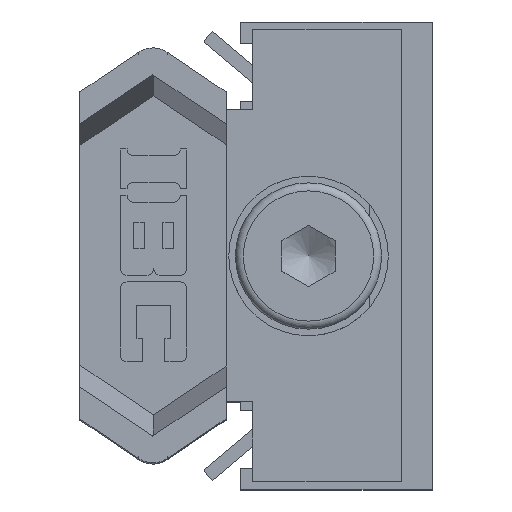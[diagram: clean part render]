
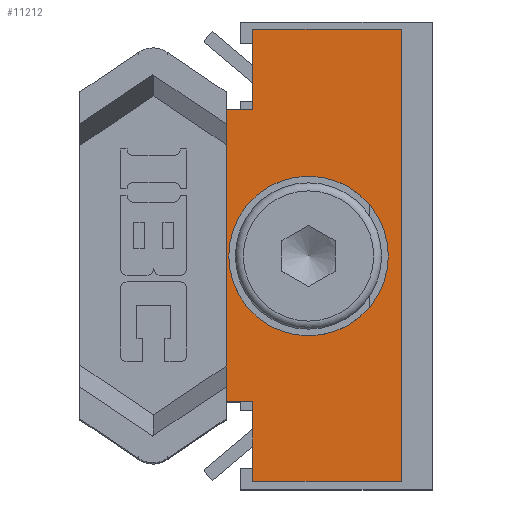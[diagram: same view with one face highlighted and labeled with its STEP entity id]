
A CAD part, left-side view. The second image highlights one B-rep face of the part: STEP entity #11212.
In plain terms, the highlighted face is planar.
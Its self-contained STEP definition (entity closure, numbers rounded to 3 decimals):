
#8859=CARTESIAN_POINT('',(5.5,-2.647,2.));
#8860=VERTEX_POINT('',#8859);
#8867=CARTESIAN_POINT('',(5.43,-2.751,2.));
#8868=VERTEX_POINT('',#8867);
#8869=CARTESIAN_POINT('',(5.5,-2.647,2.));
#8870=DIRECTION('',(-0.559,-0.829,0.));
#8871=VECTOR('',#8870,0.125);
#8872=LINE('',#8869,#8871);
#8873=EDGE_CURVE('',#8860,#8868,#8872,.T.);
#9119=CARTESIAN_POINT('',(-5.431,-2.751,2.));
#9120=VERTEX_POINT('',#9119);
#9127=CARTESIAN_POINT('',(-5.5,-2.649,2.));
#9128=VERTEX_POINT('',#9127);
#9129=CARTESIAN_POINT('',(-5.431,-2.751,2.));
#9130=DIRECTION('',(-0.559,0.829,0.));
#9131=VECTOR('',#9130,0.123);
#9132=LINE('',#9129,#9131);
#9133=EDGE_CURVE('',#9120,#9128,#9132,.T.);
#10821=CARTESIAN_POINT('',(-4.164,-2.751,2.0));
#10822=VERTEX_POINT('',#10821);
#10823=CARTESIAN_POINT('',(4.159,-2.751,2.0));
#10824=VERTEX_POINT('',#10823);
#10825=CARTESIAN_POINT('',(-4.164,-2.751,2.0));
#10826=DIRECTION('',(1.0,0.0,0.0));
#10827=VECTOR('',#10826,8.323);
#10828=LINE('',#10825,#10827);
#10829=EDGE_CURVE('',#10822,#10824,#10828,.T.);
#10952=CARTESIAN_POINT('',(-2.977,-5.851,1.999));
#10953=VERTEX_POINT('',#10952);
#10954=CARTESIAN_POINT('',(0.023,-5.851,1.999));
#10955=DIRECTION('',(0.0,0.,1.));
#10956=DIRECTION('',(-1.0,0.0,0.0));
#10957=AXIS2_PLACEMENT_3D('',#10954,#10955,#10956);
#10958=CIRCLE('',#10957,3.0);
#10959=EDGE_CURVE('',#10953,#10953,#10958,.T.);
#10993=CARTESIAN_POINT('',(-5.5,-3.751,2.));
#10994=VERTEX_POINT('',#10993);
#11003=CARTESIAN_POINT('',(-8.5,-3.751,2.));
#11004=VERTEX_POINT('',#11003);
#11005=CARTESIAN_POINT('',(-5.5,-3.751,2.));
#11006=DIRECTION('',(-1.0,0.0,0.0));
#11007=VECTOR('',#11006,3.);
#11008=LINE('',#11005,#11007);
#11009=EDGE_CURVE('',#10994,#11004,#11008,.T.);
#11035=CARTESIAN_POINT('',(5.5,-3.751,2.));
#11036=VERTEX_POINT('',#11035);
#11051=CARTESIAN_POINT('',(8.5,-3.751,2.));
#11052=VERTEX_POINT('',#11051);
#11059=CARTESIAN_POINT('',(8.5,-3.751,2.));
#11060=DIRECTION('',(-1.0,0.0,0.0));
#11061=VECTOR('',#11060,3.0);
#11062=LINE('',#11059,#11061);
#11063=EDGE_CURVE('',#11052,#11036,#11062,.T.);
#11075=CARTESIAN_POINT('',(8.5,-9.351,1.997));
#11076=VERTEX_POINT('',#11075);
#11083=CARTESIAN_POINT('',(8.5,-3.751,2.));
#11084=DIRECTION('',(0.0,-1.,0.));
#11085=VECTOR('',#11084,5.6);
#11086=LINE('',#11083,#11085);
#11087=EDGE_CURVE('',#11052,#11076,#11086,.T.);
#11104=CARTESIAN_POINT('',(-8.5,-9.351,1.997));
#11105=VERTEX_POINT('',#11104);
#11121=CARTESIAN_POINT('',(-8.5,-3.751,2.));
#11122=DIRECTION('',(0.0,-1.,0.));
#11123=VECTOR('',#11122,5.6);
#11124=LINE('',#11121,#11123);
#11125=EDGE_CURVE('',#11004,#11105,#11124,.T.);
#11143=CARTESIAN_POINT('',(8.5,-9.351,1.997));
#11144=DIRECTION('',(-1.0,0.0,0.0));
#11145=VECTOR('',#11144,17.0);
#11146=LINE('',#11143,#11145);
#11147=EDGE_CURVE('',#11076,#11105,#11146,.T.);
#11158=CARTESIAN_POINT('',(5.5,-3.751,2.));
#11159=DIRECTION('',(0.0,1.,0.));
#11160=VECTOR('',#11159,1.103);
#11161=LINE('',#11158,#11160);
#11162=EDGE_CURVE('',#11036,#8860,#11161,.T.);
#11175=CARTESIAN_POINT('',(5.5,-2.751,2.));
#11176=DIRECTION('',(0.,0.,-1.));
#11177=DIRECTION('',(-1.0,0.0,0.0));
#11178=AXIS2_PLACEMENT_3D('',#11175,#11176,#11177);
#11179=PLANE('',#11178);
#11180=CARTESIAN_POINT('',(-5.5,-3.751,2.));
#11181=DIRECTION('',(0.0,1.,0.));
#11182=VECTOR('',#11181,1.102);
#11183=LINE('',#11180,#11182);
#11184=EDGE_CURVE('',#10994,#9128,#11183,.T.);
#11185=ORIENTED_EDGE('',*,*,#11184,.T.);
#11186=ORIENTED_EDGE('',*,*,#9133,.F.);
#11187=CARTESIAN_POINT('',(-4.164,-2.751,2.));
#11188=DIRECTION('',(-1.0,0.0,0.0));
#11189=VECTOR('',#11188,1.268);
#11190=LINE('',#11187,#11189);
#11191=EDGE_CURVE('',#10822,#9120,#11190,.T.);
#11192=ORIENTED_EDGE('',*,*,#11191,.F.);
#11193=ORIENTED_EDGE('',*,*,#10829,.T.);
#11194=CARTESIAN_POINT('',(5.43,-2.751,2.));
#11195=DIRECTION('',(-1.0,0.0,0.0));
#11196=VECTOR('',#11195,1.271);
#11197=LINE('',#11194,#11196);
#11198=EDGE_CURVE('',#8868,#10824,#11197,.T.);
#11199=ORIENTED_EDGE('',*,*,#11198,.F.);
#11200=ORIENTED_EDGE('',*,*,#8873,.F.);
#11201=ORIENTED_EDGE('',*,*,#11162,.F.);
#11202=ORIENTED_EDGE('',*,*,#11063,.F.);
#11203=ORIENTED_EDGE('',*,*,#11087,.T.);
#11204=ORIENTED_EDGE('',*,*,#11147,.T.);
#11205=ORIENTED_EDGE('',*,*,#11125,.F.);
#11206=ORIENTED_EDGE('',*,*,#11009,.F.);
#11207=EDGE_LOOP('',(#11185,#11186,#11192,#11193,#11199,#11200,#11201,#11202,#11203,#11204,#11205,#11206));
#11208=FACE_OUTER_BOUND('',#11207,.T.);
#11209=ORIENTED_EDGE('',*,*,#10959,.T.);
#11210=EDGE_LOOP('',(#11209));
#11211=FACE_BOUND('',#11210,.T.);
#11212=ADVANCED_FACE('',(#11208,#11211),#11179,.T.);
